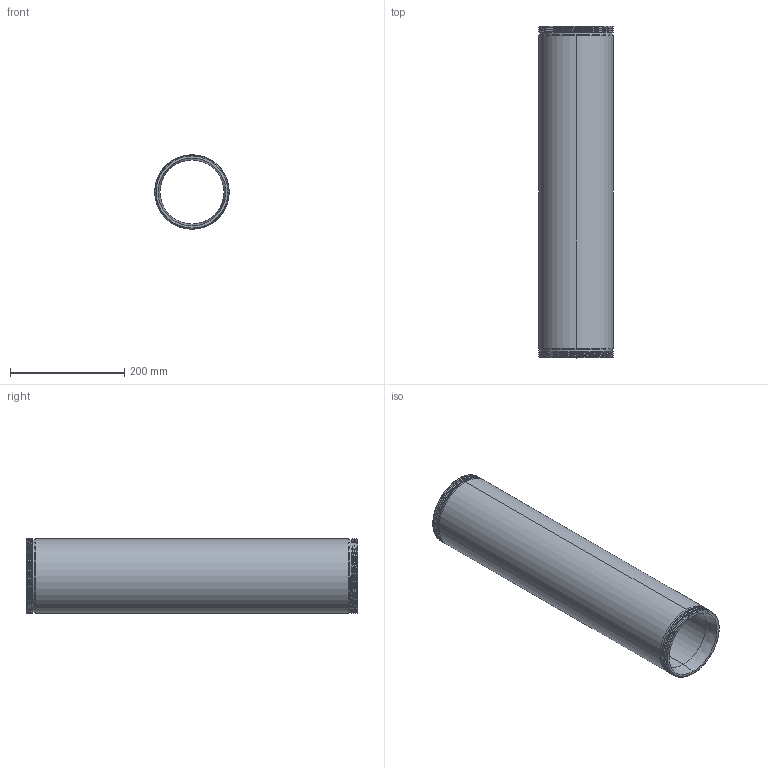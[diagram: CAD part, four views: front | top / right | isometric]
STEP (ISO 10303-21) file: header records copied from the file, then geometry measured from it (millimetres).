
FILE_DESCRIPTION (( 'STEP AP214' ), '1' );
FILE_NAME ('Tube V3 _ 50cm.STEP', '2025-08-26T21:11:28', ( '' ), ( '' ), 'SwSTEP 2.0', 'SolidWorks 2024', '' );
FILE_SCHEMA (( 'AUTOMOTIVE_DESIGN' ));
Length unit declared in the file: millimetre
Products named in the file (1): Tube V3 _ 50cm
Bounding box: 130 x 580 x 130 mm (x, y, z)
Volume: 1941211.2 mm3; surface area: 453122.4 mm2
Topology: 1 solids, 1 shells, 44 faces, 107 edges, 68 vertices
Faces by surface type: cylinder 24, cone 8, plane 6, bspline 6
Entity records: 3854 total; most frequent: CARTESIAN_POINT 2918, ORIENTED_EDGE 214, DIRECTION 168, EDGE_CURVE 107, VERTEX_POINT 68, AXIS2_PLACEMENT_3D 67, EDGE_LOOP 49, FACE_OUTER_BOUND 44
